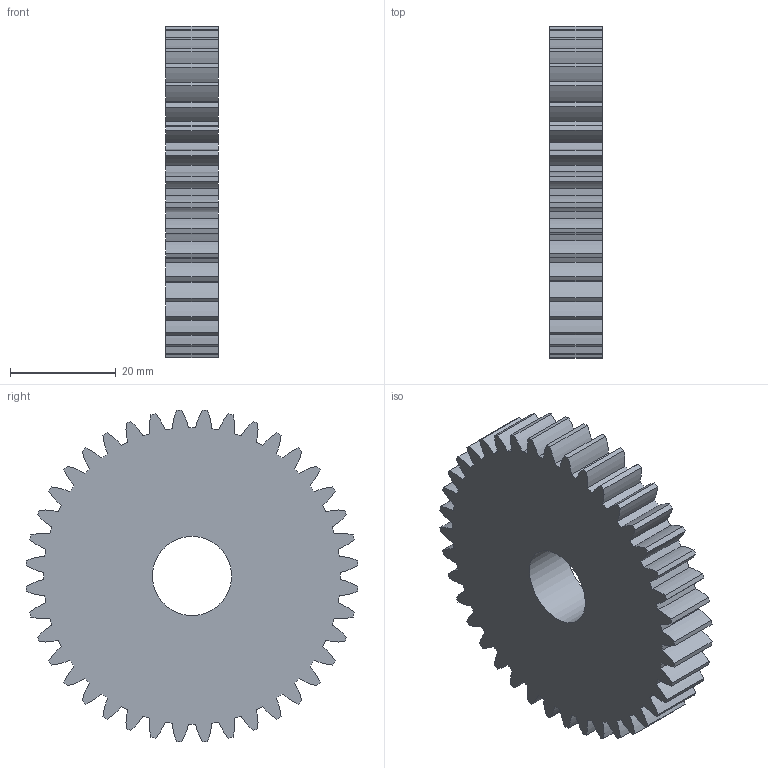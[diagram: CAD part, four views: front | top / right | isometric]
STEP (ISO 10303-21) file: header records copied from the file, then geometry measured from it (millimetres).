
FILE_DESCRIPTION (( 'STEP AP214' ), '1' );
FILE_NAME ('Gear1.STEP', '2023-03-07T13:29:21', ( '' ), ( '' ), 'SwSTEP 2.0', 'SolidWorks 2022', '' );
FILE_SCHEMA (( 'AUTOMOTIVE_DESIGN' ));
Length unit declared in the file: millimetre
Products named in the file (2): spur gear_am_Metric - Spur gear 1.5M 40T 20PA 10FW ---S40N75H50L15N; Gear1
Assembly tree (1 placements, depth 2):
  Gear1
    spur gear_am_Metric - Spur gear 1.5M 40T 20PA 10FW ---S40N75H50L15N
Bounding box: 10 x 62.87 x 62.87 mm (x, y, z)
Volume: 26051.1 mm3; surface area: 9464.4 mm2
Topology: 1 solids, 1 shells, 163 faces, 484 edges, 323 vertices
Faces by surface type: cylinder 161, plane 2
Full cylindrical faces by diameter (mm): 15 x1
Entity records: 5724 total; most frequent: DIRECTION 1138, CARTESIAN_POINT 971, ORIENTED_EDGE 964, AXIS2_PLACEMENT_3D 489, EDGE_CURVE 482, CIRCLE 322, VERTEX_POINT 322, EDGE_LOOP 166
